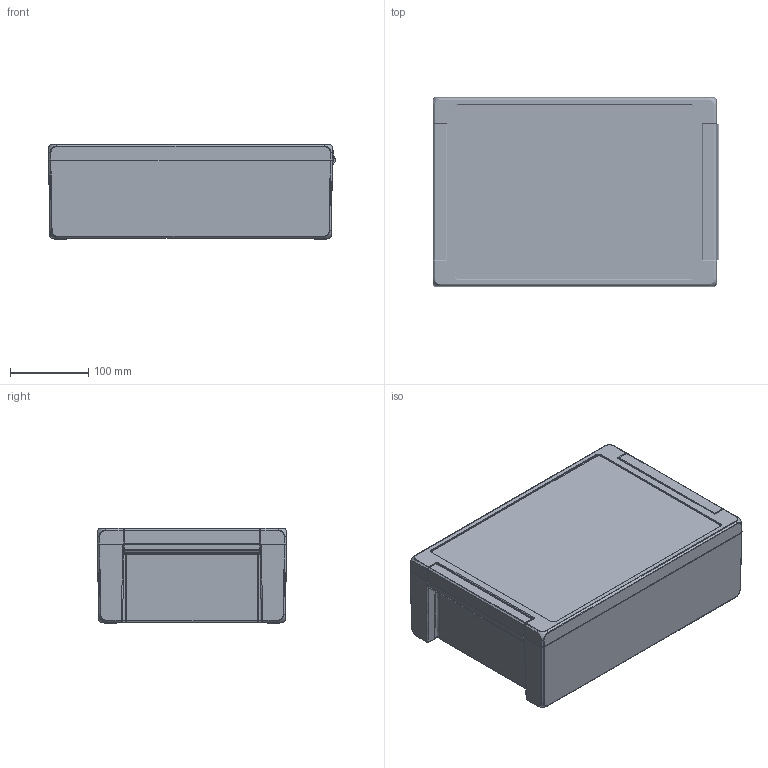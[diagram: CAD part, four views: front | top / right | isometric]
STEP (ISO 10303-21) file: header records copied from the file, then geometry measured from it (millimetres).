
FILE_DESCRIPTION(/* description */ (''),/* implementation_level */ '2;1');
FILE_NAME(/* name */ '2404712_3D.stp',/* time_stamp */ '2023-07-05T16:00:38+02:00',/* author */ ('watermann'),/* organization */ (''),/* preprocessor_version */ 'ST-DEVELOPER v18.1',/* originating_system */ 'Autodesk Inventor 2022',/* authorisation */ '');
FILE_SCHEMA (('AUTOMOTIVE_DESIGN { 1 0 10303 214 3 1 1 }'));
Products named in the file (11): 2404712_3D; 2404712-UT_3D; 2404712-OT_3D; 2404712-SP-UT_3D; 2404712-SP-OT_3D; 2404712-AP-UT_3D; 2404712-AP-OT_3D; 2404712-DI_3D; SHR Z M4x10,5x4_Bocube-Alu_3Dsym; DIN 84 - M4 x 7; SHR Z B4,2x10,5 MG_3Dsym Bocube-Alu
Assembly tree (23 placements, depth 2):
  2404712_3D
    2404712-UT_3D
    2404712-OT_3D
    2404712-SP-UT_3D
    2404712-SP-OT_3D
    2404712-AP-UT_3D
    2404712-AP-OT_3D
    2404712-DI_3D
    SHR Z M4x10,5x4_Bocube-Alu_3Dsym  x2
    DIN 84 - M4 x 7  x2
    SHR Z B4,2x10,5 MG_3Dsym Bocube-Alu  x12
Bounding box: 366.7 x 242 x 121.7 mm (x, y, z)
Volume: 1914470.7 mm3; surface area: 740179.2 mm2
Topology: 24 solids, 26 shells, 4351 faces, 10821 edges, 6608 vertices
Faces by surface type: cylinder 1550, bspline 1265, plane 1089, cone 241, torus 116, sphere 90
Full cylindrical faces by diameter (mm): 3.025 x84, 3.242 x26, 3.5 x2, 3.621 x2, 4 x4, 4.1 x16, 4.17 x48, 5.1 x2, 5.6 x4, 6.2 x4, 7 x14
Entity records: 155010 total; most frequent: CARTESIAN_POINT 79612, ORIENTED_EDGE 16170, DIRECTION 14526, EDGE_CURVE 8085, AXIS2_PLACEMENT_3D 5213, VERTEX_POINT 4978, LINE 4100, VECTOR 4100
